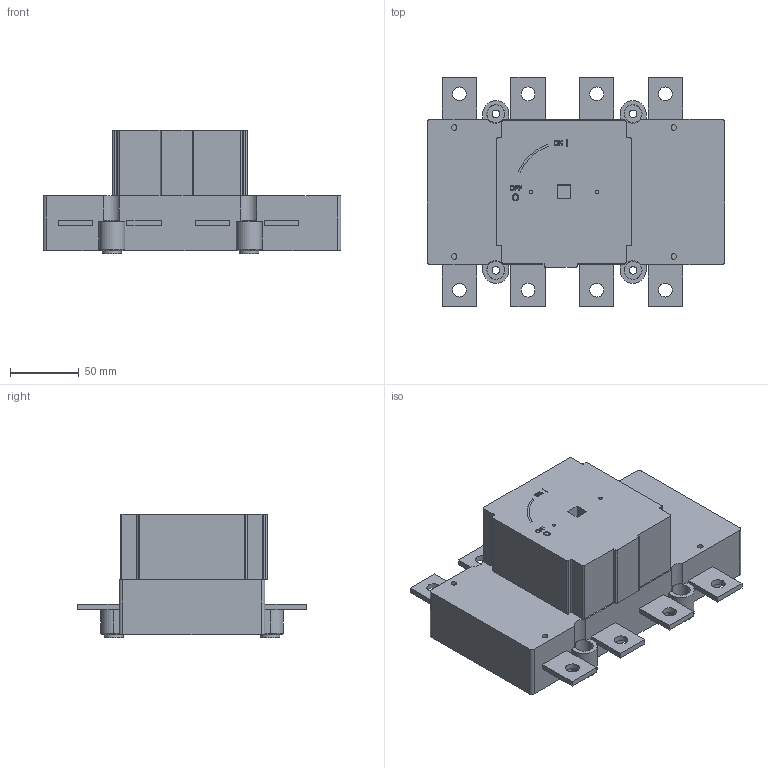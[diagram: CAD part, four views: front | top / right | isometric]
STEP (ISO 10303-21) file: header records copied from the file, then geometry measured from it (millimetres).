
FILE_DESCRIPTION(/* description */ (''),/* implementation_level */ '2;1');
FILE_NAME(/* name */ 'Int S5000-250-315A 4P (2010-09).stp',/* time_stamp */ '2018-05-02T10:33:50+02:00',/* author */ ('ehs'),/* organization */ (''),/* preprocessor_version */ 'ST-DEVELOPER v15.6',/* originating_system */ 'Autodesk Inventor 2015',/* authorisation */ '');
FILE_SCHEMA (('AUTOMOTIVE_DESIGN { 1 0 10303 214 3 1 1 }'));
Length unit declared in the file: millimetre
Products named in the file (1): Int S5000-250-315A 4P (2010-09)
Bounding box: 216.7 x 167 x 89.7 mm (x, y, z)
Volume: 1424252.1 mm3; surface area: 113486.6 mm2
Topology: 1 solids, 5 shells, 278 faces, 692 edges, 458 vertices
Faces by surface type: plane 162, cylinder 70, bspline 42, torus 4
Full cylindrical faces by diameter (mm): 2.5 x2, 3 x4, 4 x8, 5.5 x4, 10 x8, 13 x4, 14 x4
Entity records: 8711 total; most frequent: CARTESIAN_POINT 2017, ORIENTED_EDGE 1308, DIRECTION 1192, EDGE_CURVE 654, VERTEX_POINT 454, LINE 422, VECTOR 422, AXIS2_PLACEMENT_3D 385
